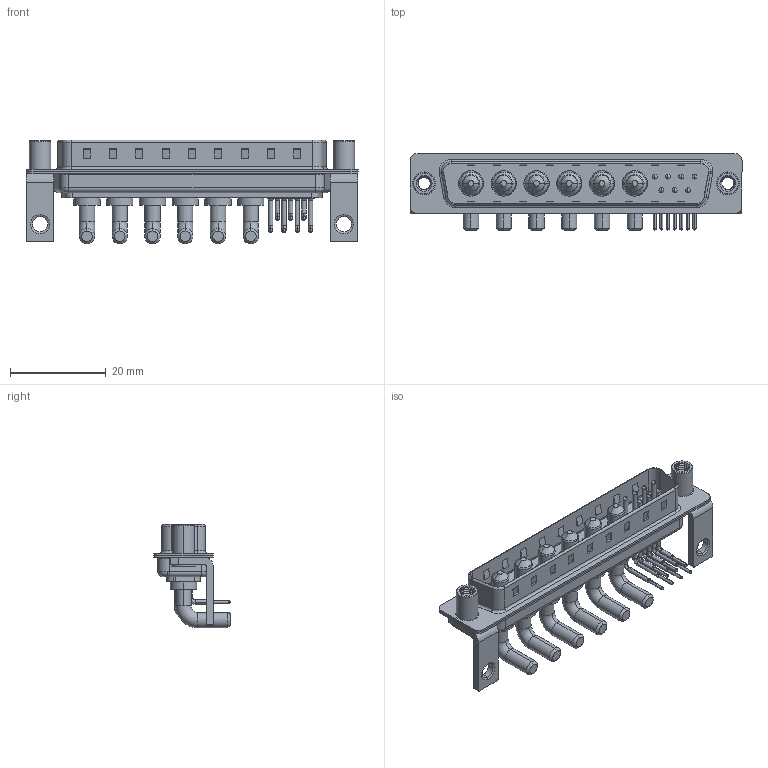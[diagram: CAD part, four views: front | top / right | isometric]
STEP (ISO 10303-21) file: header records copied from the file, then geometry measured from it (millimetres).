
FILE_DESCRIPTION (( 'STEP AP203' ), '1' );
FILE_NAME ('629-13W6240-3NE.STEP', '2022-05-14T13:17:12', ( '' ), ( '' ), 'SwSTEP 2.0', 'SolidWorks 2020', '' );
FILE_SCHEMA (( 'CONFIG_CONTROL_DESIGN' ));
Length unit declared in the file: millimetre
Products named in the file (9): 629-13W6240-3NE; 629Combo Shell Rear_37 Contacts; 629Combo Contact Row 1; 629Combo Housing_13W6; 629Combo Stabilizer Bracket; 629Combo Shell Front_37 Contacts; Power Pin_30A RA; 629Combo Threaded Standoff_D; 629Combo Contact Row 2
Assembly tree (20 placements, depth 2):
  629-13W6240-3NE
    629Combo Housing_13W6
    629Combo Shell Rear_37 Contacts
    629Combo Shell Front_37 Contacts
    629Combo Stabilizer Bracket  x2
    629Combo Threaded Standoff_D  x2
    Power Pin_30A RA  x6
    629Combo Contact Row 1  x4
    629Combo Contact Row 2  x3
Bounding box: 69.4 x 16.05 x 21.7 mm (x, y, z)
Volume: 5199.3 mm3; surface area: 10919.1 mm2
Topology: 26 solids, 26 shells, 1538 faces, 4057 edges, 2602 vertices
Faces by surface type: plane 733, cylinder 591, cone 86, torus 74, bspline 54
Entity records: 26903 total; most frequent: CARTESIAN_POINT 6624, DIRECTION 4053, ORIENTED_EDGE 3930, EDGE_CURVE 1965, AXIS2_PLACEMENT_3D 1419, VERTEX_POINT 1265, VECTOR 1215, LINE 1215
